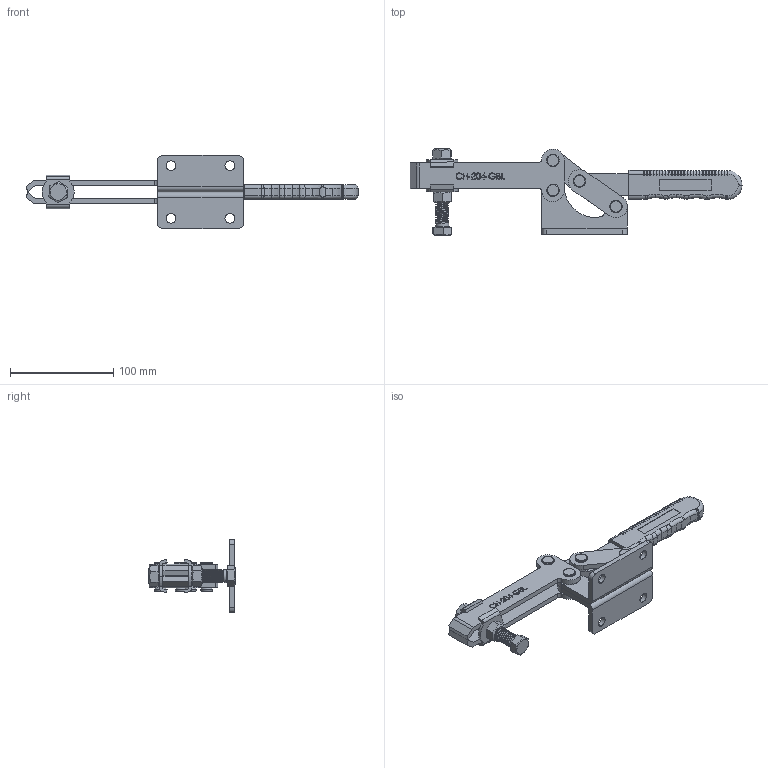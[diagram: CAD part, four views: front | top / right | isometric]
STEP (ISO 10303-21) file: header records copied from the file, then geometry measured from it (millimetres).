
FILE_DESCRIPTION (( 'STEP AP203' ), '1' );
FILE_NAME ('CH-204-GBL.STEP', '2017-11-13T11:48:43', ( 'Windows' ), ( 'Microsoft' ), 'SwSTEP 2.0', 'SolidWorks 2015', '' );
FILE_SCHEMA (( 'CONFIG_CONTROL_DESIGN' ));
Length unit declared in the file: millimetre
Products named in the file (13): 204-GB-03; 204-GB-04; 204-GB-01; 204-GB-07; 204-GB-05; CH-204-GBL忒參01; 204-GB-06; 204-GB-08; CH-204-GBL; FW120(2); CH-FC-12300-01; CH-FC-12130
Assembly tree (24 placements, depth 2):
  CH-204-GBL
    204-GB-01
    204-GB-05  x4
    204-GB-06  x4
    204-GB-08  x4
    FW120(2)  x2
    CH-FC-12300-01  x2
    CH-FC-12130
    204-GB-03
    204-GB-04  x2
    204-GB-07
    CH-204-GBL忒參01
    CH-204-GBL忒參01
Bounding box: 321.72 x 83.55 x 71 mm (x, y, z)
Volume: 185690 mm3; surface area: 99027.8 mm2
Topology: 25 solids, 25 shells, 1081 faces, 2698 edges, 1700 vertices
Faces by surface type: cylinder 446, plane 388, torus 106, bspline 102, cone 33, sphere 6
Entity records: 39259 total; most frequent: CARTESIAN_POINT 15594, ORIENTED_EDGE 4742, DIRECTION 4393, EDGE_CURVE 2371, AXIS2_PLACEMENT_3D 1562, VERTEX_POINT 1492, LINE 1269, VECTOR 1269
